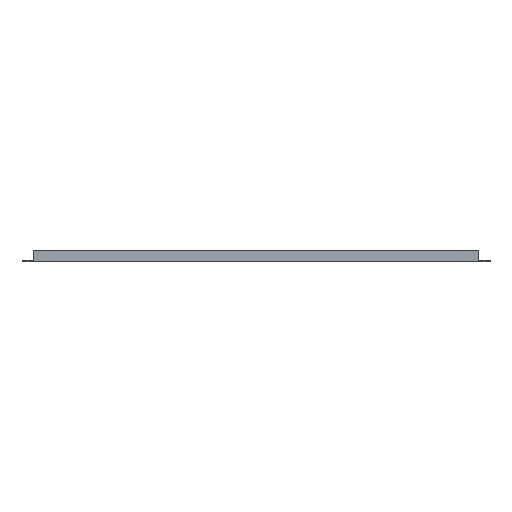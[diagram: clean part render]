
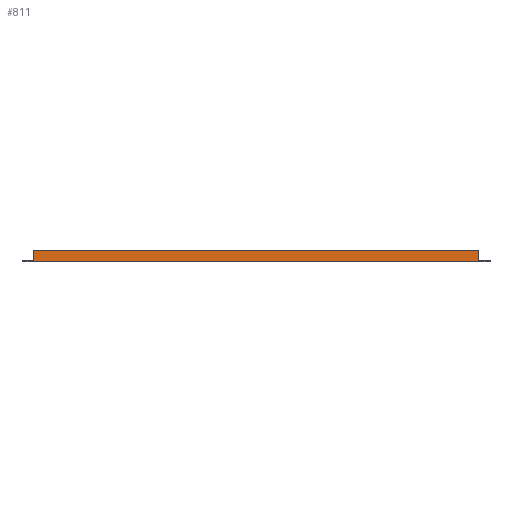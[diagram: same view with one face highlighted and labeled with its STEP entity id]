
A CAD part, front view. The second image highlights one B-rep face of the part: STEP entity #811.
In plain terms, the highlighted planar face has unit normal (0, -1, 0).
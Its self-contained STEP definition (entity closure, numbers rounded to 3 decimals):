
#110 = CARTESIAN_POINT ( 'NONE',  ( 1415., -115., 61.3 ) ) ;
#111 = EDGE_CURVE ( 'NONE', #285, #711, #275, .T. ) ;
#184 = VECTOR ( 'NONE', #1196, 1000. ) ;
#193 = LINE ( 'NONE', #786, #665 ) ;
#209 = EDGE_CURVE ( 'NONE', #386, #1158, #292, .T. ) ;
#212 = ORIENTED_EDGE ( 'NONE', *, *, #936, .F. ) ;
#256 = DIRECTION ( 'NONE',  ( 0., 0., -1. ) ) ;
#275 = LINE ( 'NONE', #861, #1098 ) ;
#284 = DIRECTION ( 'NONE',  ( 1., 0., 0. ) ) ;
#285 = VERTEX_POINT ( 'NONE', #1084 ) ;
#292 = LINE ( 'NONE', #704, #816 ) ;
#335 = DIRECTION ( 'NONE',  ( 0., 1., 0. ) ) ;
#386 = VERTEX_POINT ( 'NONE', #110 ) ;
#445 = PLANE ( 'NONE',  #994 ) ;
#484 = CARTESIAN_POINT ( 'NONE',  ( -1485., -115., 61.3 ) ) ;
#529 = FACE_OUTER_BOUND ( 'NONE', #875, .T. ) ;
#538 = ORIENTED_EDGE ( 'NONE', *, *, #573, .T. ) ;
#573 = EDGE_CURVE ( 'NONE', #711, #1158, #193, .T. ) ;
#665 = VECTOR ( 'NONE', #284, 1000. ) ;
#704 = CARTESIAN_POINT ( 'NONE',  ( 1415., -115., 61.3 ) ) ;
#706 = ORIENTED_EDGE ( 'NONE', *, *, #111, .T. ) ;
#711 = VERTEX_POINT ( 'NONE', #1193 ) ;
#786 = CARTESIAN_POINT ( 'NONE',  ( -1485., -115., -13.7 ) ) ;
#811 = ADVANCED_FACE ( 'NONE', ( #529 ), #445, .F. ) ;
#816 = VECTOR ( 'NONE', #1013, 1000. ) ;
#861 = CARTESIAN_POINT ( 'NONE',  ( -1415., -115., 61.3 ) ) ;
#875 = EDGE_LOOP ( 'NONE', ( #706, #538, #1015, #212 ) ) ;
#936 = EDGE_CURVE ( 'NONE', #285, #386, #1305, .T. ) ;
#994 = AXIS2_PLACEMENT_3D ( 'NONE', #1262, #335, #1156 ) ;
#1013 = DIRECTION ( 'NONE',  ( 0., 0., -1. ) ) ;
#1015 = ORIENTED_EDGE ( 'NONE', *, *, #209, .F. ) ;
#1061 = CARTESIAN_POINT ( 'NONE',  ( 1415., -115., -13.7 ) ) ;
#1084 = CARTESIAN_POINT ( 'NONE',  ( -1415., -115., 61.3 ) ) ;
#1098 = VECTOR ( 'NONE', #256, 1000. ) ;
#1156 = DIRECTION ( 'NONE',  ( 0., 0., 1. ) ) ;
#1158 = VERTEX_POINT ( 'NONE', #1061 ) ;
#1193 = CARTESIAN_POINT ( 'NONE',  ( -1415., -115., -13.7 ) ) ;
#1196 = DIRECTION ( 'NONE',  ( 1., 0., 0. ) ) ;
#1262 = CARTESIAN_POINT ( 'NONE',  ( -1485., -115., -13.7 ) ) ;
#1305 = LINE ( 'NONE', #484, #184 ) ;
